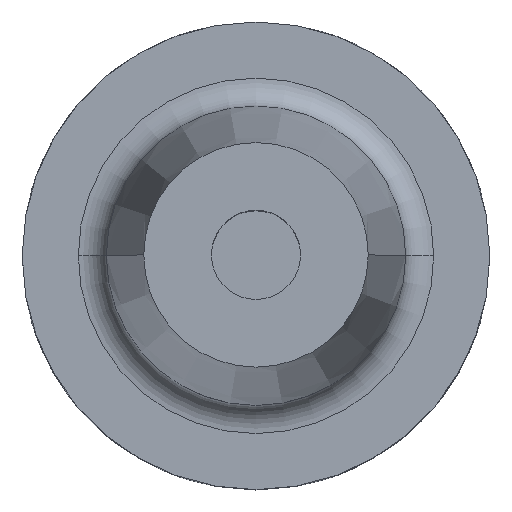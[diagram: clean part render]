
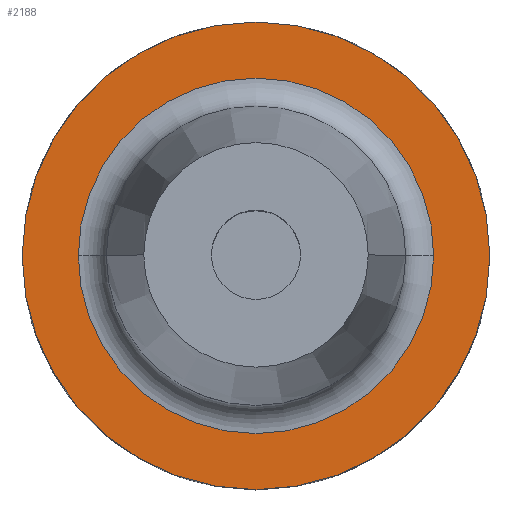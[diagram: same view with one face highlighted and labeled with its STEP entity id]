
A CAD part, top view. The second image highlights one B-rep face of the part: STEP entity #2188.
In plain terms, the highlighted planar face has unit normal (0, 0, 1).
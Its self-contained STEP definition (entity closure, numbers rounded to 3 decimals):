
#21 = CARTESIAN_POINT ( 'NONE',  ( -19., 0., 20. ) ) ;
#41 = CARTESIAN_POINT ( 'NONE',  ( 0., 0., 20. ) ) ;
#53 = EDGE_LOOP ( 'NONE', ( #2650, #3642 ) ) ;
#266 = AXIS2_PLACEMENT_3D ( 'NONE', #2882, #2829, #2805 ) ;
#279 = CARTESIAN_POINT ( 'NONE',  ( 0., 0., 20. ) ) ;
#356 = EDGE_CURVE ( 'NONE', #3272, #604, #2249, .T. ) ;
#380 = DIRECTION ( 'NONE',  ( 0., 0., 1. ) ) ;
#454 = DIRECTION ( 'NONE',  ( 1., 0., 0. ) ) ;
#604 = VERTEX_POINT ( 'NONE', #4175 ) ;
#619 = EDGE_CURVE ( 'NONE', #604, #3272, #791, .T. ) ;
#674 = FACE_BOUND ( 'NONE', #689, .T. ) ;
#689 = EDGE_LOOP ( 'NONE', ( #703, #1682 ) ) ;
#703 = ORIENTED_EDGE ( 'NONE', *, *, #2668, .T. ) ;
#791 = CIRCLE ( 'NONE', #266, 25. ) ;
#867 = CARTESIAN_POINT ( 'NONE',  ( 25., 0., 20. ) ) ;
#1072 = EDGE_CURVE ( 'NONE', #4302, #3656, #3023, .T. ) ;
#1288 = CARTESIAN_POINT ( 'NONE',  ( 0., 0., 20. ) ) ;
#1414 = AXIS2_PLACEMENT_3D ( 'NONE', #4610, #4579, #4365 ) ;
#1432 = AXIS2_PLACEMENT_3D ( 'NONE', #1288, #3882, #1679 ) ;
#1581 = CIRCLE ( 'NONE', #1432, 19. ) ;
#1679 = DIRECTION ( 'NONE',  ( -1., 0., 0. ) ) ;
#1682 = ORIENTED_EDGE ( 'NONE', *, *, #1072, .T. ) ;
#2188 = ADVANCED_FACE ( 'NONE', ( #674, #4360 ), #3346, .F. ) ;
#2249 = CIRCLE ( 'NONE', #3062, 25. ) ;
#2271 = DIRECTION ( 'NONE',  ( -1., 0., 0. ) ) ;
#2524 = AXIS2_PLACEMENT_3D ( 'NONE', #41, #4441, #2271 ) ;
#2650 = ORIENTED_EDGE ( 'NONE', *, *, #356, .T. ) ;
#2668 = EDGE_CURVE ( 'NONE', #3656, #4302, #1581, .T. ) ;
#2805 = DIRECTION ( 'NONE',  ( 1., 0., 0. ) ) ;
#2829 = DIRECTION ( 'NONE',  ( 0., 0., 1. ) ) ;
#2882 = CARTESIAN_POINT ( 'NONE',  ( 0., 0., 20. ) ) ;
#2978 = CARTESIAN_POINT ( 'NONE',  ( 19., 0., 20. ) ) ;
#3023 = CIRCLE ( 'NONE', #1414, 19. ) ;
#3062 = AXIS2_PLACEMENT_3D ( 'NONE', #279, #380, #454 ) ;
#3272 = VERTEX_POINT ( 'NONE', #867 ) ;
#3346 = PLANE ( 'NONE',  #2524 ) ;
#3642 = ORIENTED_EDGE ( 'NONE', *, *, #619, .T. ) ;
#3656 = VERTEX_POINT ( 'NONE', #21 ) ;
#3882 = DIRECTION ( 'NONE',  ( 0., 0., -1. ) ) ;
#4175 = CARTESIAN_POINT ( 'NONE',  ( -25., 0., 20. ) ) ;
#4302 = VERTEX_POINT ( 'NONE', #2978 ) ;
#4360 = FACE_OUTER_BOUND ( 'NONE', #53, .T. ) ;
#4365 = DIRECTION ( 'NONE',  ( -1., 0., 0. ) ) ;
#4441 = DIRECTION ( 'NONE',  ( 0., 0., -1. ) ) ;
#4579 = DIRECTION ( 'NONE',  ( 0., 0., -1. ) ) ;
#4610 = CARTESIAN_POINT ( 'NONE',  ( 0., 0., 20. ) ) ;
